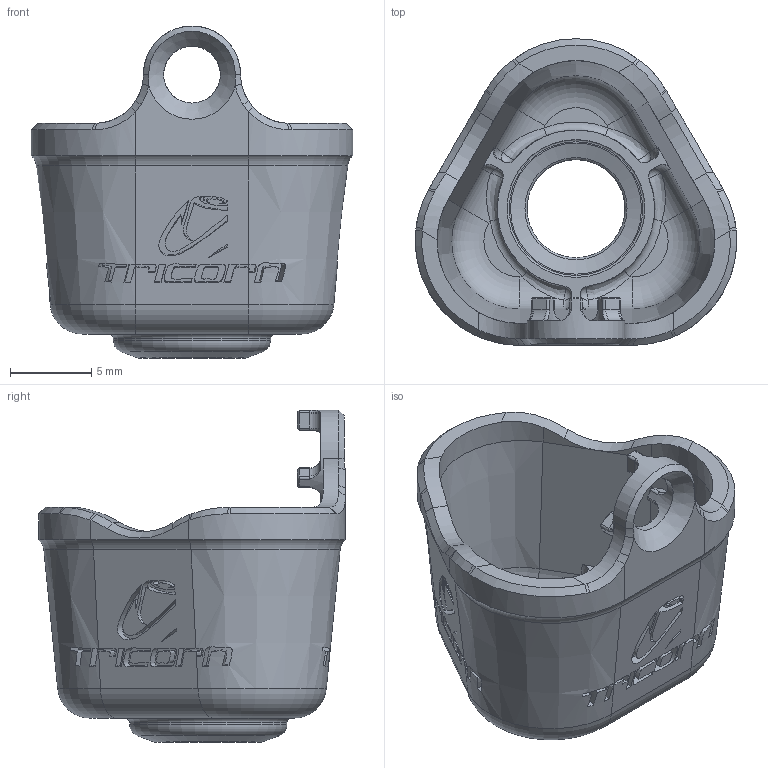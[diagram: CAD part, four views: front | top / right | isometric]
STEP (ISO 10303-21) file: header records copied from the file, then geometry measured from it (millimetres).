
FILE_DESCRIPTION(/* description */ ('STEP AP242'),/* implementation_level */ '2;1');
FILE_NAME(/* name */ 'Tricorn Branded Sheild.step',/* time_stamp */ '2026-01-15T20:22:05-05:00',/* author */ (''),/* organization */ (''),/* preprocessor_version */ 'ST-DEVELOPER v20.1',/* originating_system */ 'Autodesk Translation Framework v14.21.0.0',/* authorisation */ '');
FILE_SCHEMA (('AUTOMOTIVE_DESIGN { 1 0 10303 214 3 1 1 }'));
Length unit declared in the file: millimetre
Products named in the file (1): bucket
Bounding box: 19.84 x 18.91 x 20.48 mm (x, y, z)
Volume: 967.8 mm3; surface area: 2070.8 mm2
Topology: 1 solids, 1 shells, 440 faces, 1071 edges, 655 vertices
Faces by surface type: bspline 146, plane 127, cylinder 69, cone 55, torus 37, sphere 6
Full cylindrical faces by diameter (mm): 3.5 x1, 6 x1, 8.5 x1, 9.7 x1
Entity records: 17094 total; most frequent: CARTESIAN_POINT 7686, ORIENTED_EDGE 2130, DIRECTION 1588, EDGE_CURVE 1065, VERTEX_POINT 655, AXIS2_PLACEMENT_3D 545, LINE 498, VECTOR 498
